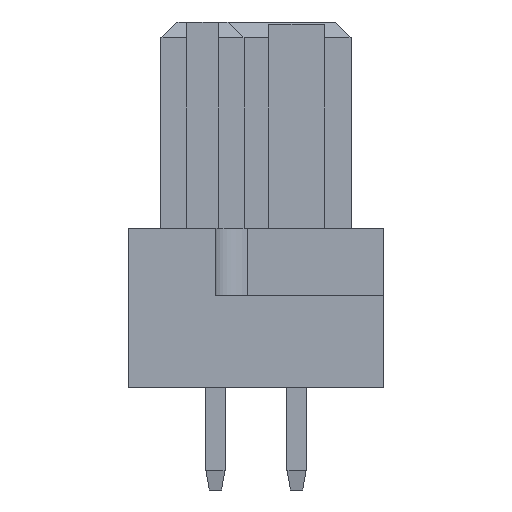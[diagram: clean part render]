
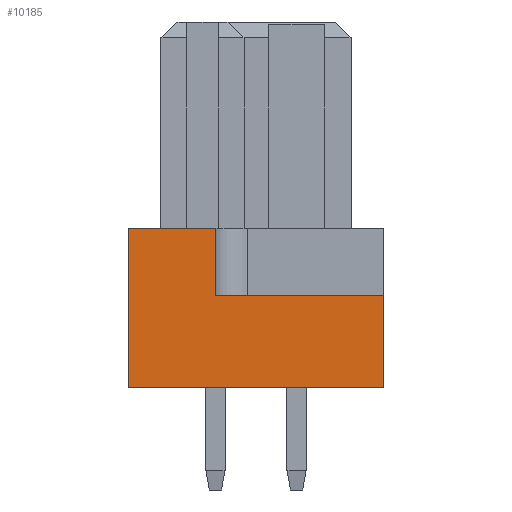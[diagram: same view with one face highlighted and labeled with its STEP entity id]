
A CAD part, left-side view. The second image highlights one B-rep face of the part: STEP entity #10185.
In plain terms, the highlighted planar face has unit normal (-1, 0, 0).
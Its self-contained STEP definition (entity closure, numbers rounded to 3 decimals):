
#3997=DIRECTION('',(0.,0.,-1.));
#3998=VECTOR('',#3997,5.);
#3999=CARTESIAN_POINT('',(-27.17,4.,5.));
#4000=LINE('',#3999,#3998);
#4017=DIRECTION('',(0.,1.,0.));
#4018=VECTOR('',#4017,2.73);
#4019=CARTESIAN_POINT('',(-27.17,1.27,5.));
#4020=LINE('',#4019,#4018);
#4203=DIRECTION('',(0.,-1.,0.));
#4204=VECTOR('',#4203,5.27);
#4205=CARTESIAN_POINT('',(-27.17,1.27,2.9));
#4206=LINE('',#4205,#4204);
#4207=DIRECTION('',(0.,0.,-1.));
#4208=VECTOR('',#4207,2.9);
#4209=CARTESIAN_POINT('',(-27.17,-4.,2.9));
#4210=LINE('',#4209,#4208);
#4264=DIRECTION('',(0.,0.,1.));
#4265=VECTOR('',#4264,2.1);
#4266=CARTESIAN_POINT('',(-27.17,1.27,2.9));
#4267=LINE('',#4266,#4265);
#4292=DIRECTION('',(0.,-1.,0.));
#4293=VECTOR('',#4292,8.);
#4294=CARTESIAN_POINT('',(-27.17,4.,0.));
#4295=LINE('',#4294,#4293);
#8272=CARTESIAN_POINT('',(-27.17,-4.,0.));
#8273=VERTEX_POINT('',#8272);
#8274=CARTESIAN_POINT('',(-27.17,-4.,2.9));
#8275=VERTEX_POINT('',#8274);
#8290=CARTESIAN_POINT('',(-27.17,4.,5.));
#8291=VERTEX_POINT('',#8290);
#8292=CARTESIAN_POINT('',(-27.17,4.,0.));
#8293=VERTEX_POINT('',#8292);
#8298=CARTESIAN_POINT('',(-27.17,1.27,5.));
#8299=VERTEX_POINT('',#8298);
#8420=CARTESIAN_POINT('',(-27.17,1.27,2.9));
#8421=VERTEX_POINT('',#8420);
#10169=CARTESIAN_POINT('',(-27.17,-4.,11.45));
#10170=DIRECTION('',(1.,0.,0.));
#10171=DIRECTION('',(0.,0.,-1.));
#10172=AXIS2_PLACEMENT_3D('',#10169,#10170,#10171);
#10173=PLANE('',#10172);
#10175=ORIENTED_EDGE('',*,*,#10174,.T.);
#10176=ORIENTED_EDGE('',*,*,#9944,.T.);
#10178=ORIENTED_EDGE('',*,*,#10177,.F.);
#10179=ORIENTED_EDGE('',*,*,#9987,.F.);
#10180=ORIENTED_EDGE('',*,*,#10019,.F.);
#10182=ORIENTED_EDGE('',*,*,#10181,.F.);
#10183=EDGE_LOOP('',(#10175,#10176,#10178,#10179,#10180,#10182));
#10184=FACE_OUTER_BOUND('',#10183,.F.);
#9944=EDGE_CURVE('',#8275,#8273,#4210,.T.);
#9987=EDGE_CURVE('',#8291,#8293,#4000,.T.);
#10019=EDGE_CURVE('',#8299,#8291,#4020,.T.);
#10174=EDGE_CURVE('',#8421,#8275,#4206,.T.);
#10177=EDGE_CURVE('',#8293,#8273,#4295,.T.);
#10181=EDGE_CURVE('',#8421,#8299,#4267,.T.);
#10185=ADVANCED_FACE('',(#10184),#10173,.F.);
